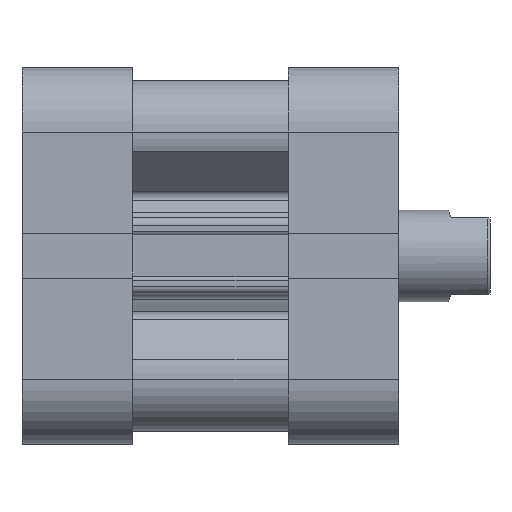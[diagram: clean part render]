
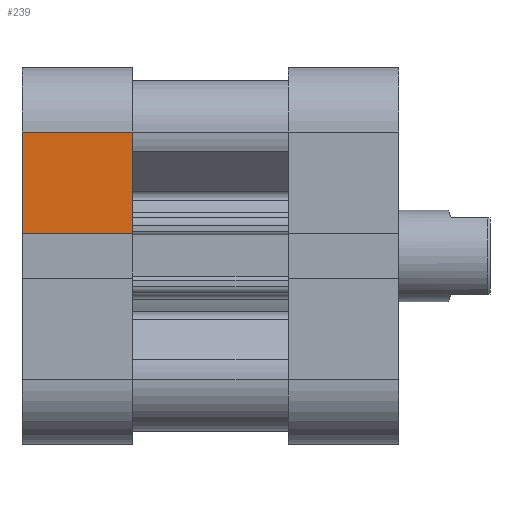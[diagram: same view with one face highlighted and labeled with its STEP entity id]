
A CAD part, top view. The second image highlights one B-rep face of the part: STEP entity #239.
In plain terms, the highlighted planar face has unit normal (0, 0, 1).
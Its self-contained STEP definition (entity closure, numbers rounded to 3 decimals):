
#128 = EDGE_LOOP ( 'NONE', ( #10285, #10238, #10163, #10249 ) ) ;
#239 = ADVANCED_FACE ( 'NONE', ( #8759 ), #2947, .T. ) ;
#1453 = LINE ( 'NONE', #7481, #1454 ) ;
#1454 = VECTOR ( 'NONE', #7482, 1000. ) ;
#2648 = VERTEX_POINT ( 'NONE', #5871 ) ;
#2649 = VERTEX_POINT ( 'NONE', #5872 ) ;
#2650 = VERTEX_POINT ( 'NONE', #5873 ) ;
#2651 = VERTEX_POINT ( 'NONE', #5874 ) ;
#2823 = CARTESIAN_POINT ( 'NONE',  ( -10.75, 0., 24.75 ) ) ;
#2947 = PLANE ( 'NONE',  #9849 ) ;
#2959 = DIRECTION ( 'NONE',  ( 0., 0., 1. ) ) ;
#2960 = DIRECTION ( 'NONE',  ( 0., -1., 0. ) ) ;
#4455 = VECTOR ( 'NONE', #6425, 1000. ) ;
#4457 = LINE ( 'NONE', #6424, #4455 ) ;
#4466 = LINE ( 'NONE', #6431, #4467 ) ;
#4467 = VECTOR ( 'NONE', #6432, 1000. ) ;
#4627 = LINE ( 'NONE', #6654, #4628 ) ;
#4628 = VECTOR ( 'NONE', #6655, 1000. ) ;
#5871 = CARTESIAN_POINT ( 'NONE',  ( -10.75, 2.97, 24.75 ) ) ;
#5872 = CARTESIAN_POINT ( 'NONE',  ( -25.25, 2.97, 24.75 ) ) ;
#5873 = CARTESIAN_POINT ( 'NONE',  ( -10.75, 16.25, 24.75 ) ) ;
#5874 = CARTESIAN_POINT ( 'NONE',  ( -25.25, 16.25, 24.75 ) ) ;
#6424 = CARTESIAN_POINT ( 'NONE',  ( -10.75, 2.97, 24.75 ) ) ;
#6425 = DIRECTION ( 'NONE',  ( -1., 0., 0. ) ) ;
#6431 = CARTESIAN_POINT ( 'NONE',  ( -25.25, 16.25, 24.75 ) ) ;
#6432 = DIRECTION ( 'NONE',  ( -1., 0., 0. ) ) ;
#6654 = CARTESIAN_POINT ( 'NONE',  ( -10.75, 0., 24.75 ) ) ;
#6655 = DIRECTION ( 'NONE',  ( 0., 1., 0. ) ) ;
#7481 = CARTESIAN_POINT ( 'NONE',  ( -25.25, 0., 24.75 ) ) ;
#7482 = DIRECTION ( 'NONE',  ( 0., 1., 0. ) ) ;
#8759 = FACE_OUTER_BOUND ( 'NONE', #128, .T. ) ;
#9171 = EDGE_CURVE ( 'NONE', #2648, #2649, #4457, .T. ) ;
#9174 = EDGE_CURVE ( 'NONE', #2650, #2651, #4466, .T. ) ;
#9270 = EDGE_CURVE ( 'NONE', #2648, #2650, #4627, .T. ) ;
#9616 = EDGE_CURVE ( 'NONE', #2649, #2651, #1453, .T. ) ;
#9849 = AXIS2_PLACEMENT_3D ( 'NONE', #2823, #2959, #2960 ) ;
#10163 = ORIENTED_EDGE ( 'NONE', *, *, #9174, .T. ) ;
#10238 = ORIENTED_EDGE ( 'NONE', *, *, #9270, .T. ) ;
#10249 = ORIENTED_EDGE ( 'NONE', *, *, #9616, .F. ) ;
#10285 = ORIENTED_EDGE ( 'NONE', *, *, #9171, .F. ) ;
